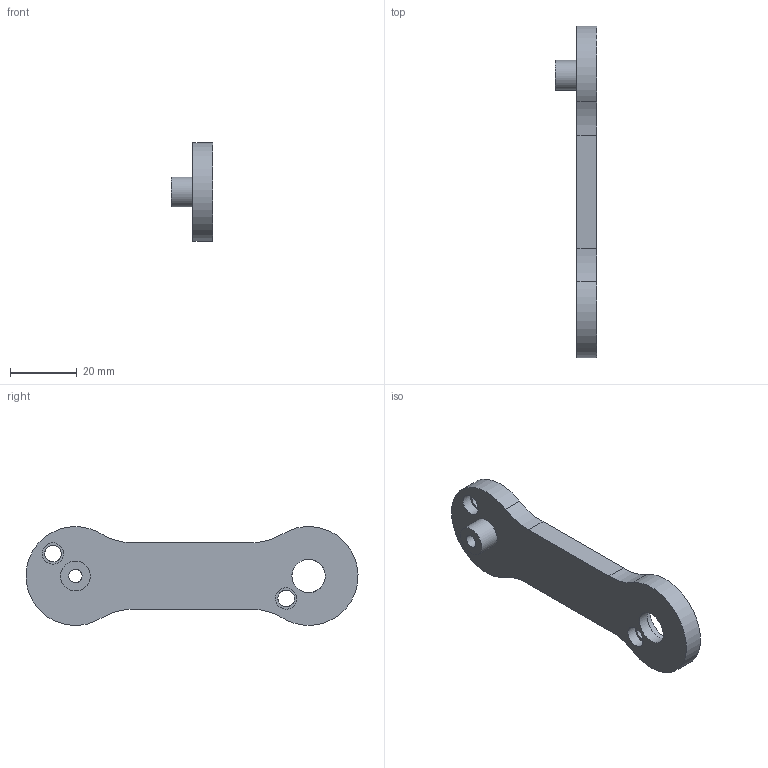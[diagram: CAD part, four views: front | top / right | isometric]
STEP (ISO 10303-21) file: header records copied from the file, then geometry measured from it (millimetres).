
FILE_DESCRIPTION(('FreeCAD Model'),'2;1');
FILE_NAME( 'S1-R.step' ,'2015-12-26T10:40:03',('Author'),(''), 'Open CASCADE STEP processor 6.8','FreeCAD','Unknown');
FILE_SCHEMA(('AUTOMOTIVE_DESIGN_CC2 { 1 2 10303 214 -1 1 5 4 }'));
Length unit declared in the file: millimetre
Products named in the file (1): Clone_of_S1_Base_2_(Mirror_#1)
Bounding box: 12.5 x 99.66 x 29.68 mm (x, y, z)
Volume: 12781.3 mm3; surface area: 6507.8 mm2
Topology: 1 solids, 1 shells, 30 faces, 72 edges, 49 vertices
Faces by surface type: bspline 30
Entity records: 4033 total; most frequent: CARTESIAN_POINT 3077, B_SPLINE_CURVE_WITH_KNOTS 172, ORIENTED_EDGE 144, PCURVE 144, DEFINITIONAL_REPRESENTATION 144, EDGE_CURVE 72, SURFACE_CURVE 63, VERTEX_POINT 49
